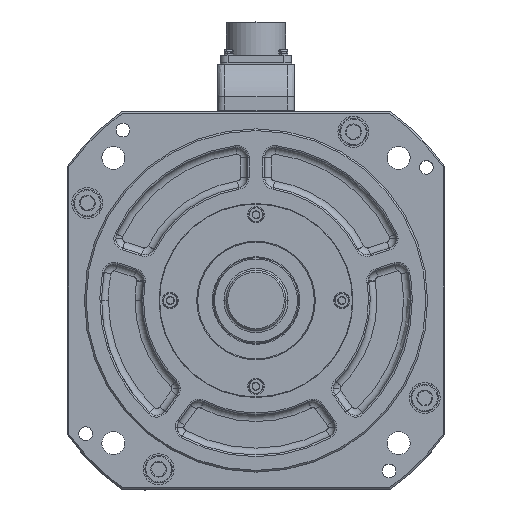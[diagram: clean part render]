
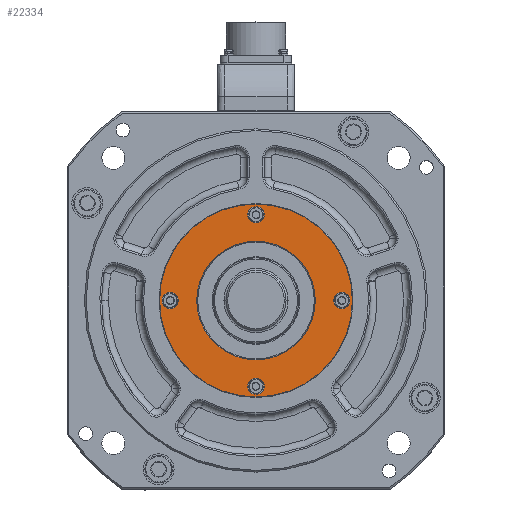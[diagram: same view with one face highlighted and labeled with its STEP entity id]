
A CAD part, top view. The second image highlights one B-rep face of the part: STEP entity #22334.
In plain terms, the highlighted planar face has unit normal (0, 0, 1).
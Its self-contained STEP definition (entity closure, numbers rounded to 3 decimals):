
#21891 = CIRCLE ( 'NONE', #21906, 4.75 ) ;
#21906 = AXIS2_PLACEMENT_3D ( 'NONE', #24445, #24422, #24449 ) ;
#22334 = ADVANCED_FACE ( 'NONE', ( #62307, #62301, #62302, #62288, #62284, #62304 ), #62290, .F. ) ;
#24422 = DIRECTION ( 'NONE',  ( 0., 0., 1. ) ) ;
#24445 = CARTESIAN_POINT ( 'NONE',  ( 0., -50., 24. ) ) ;
#24449 = DIRECTION ( 'NONE',  ( 1., 0., 0. ) ) ;
#45309 = DIRECTION ( 'NONE',  ( 0., 0., 1. ) ) ;
#45347 = CARTESIAN_POINT ( 'NONE',  ( 0., 0., 24. ) ) ;
#45349 = DIRECTION ( 'NONE',  ( 1., 0., 0. ) ) ;
#45371 = DIRECTION ( 'NONE',  ( 0., 0., 1. ) ) ;
#45373 = DIRECTION ( 'NONE',  ( 0., 0., 1. ) ) ;
#45387 = DIRECTION ( 'NONE',  ( 1., 0., 0. ) ) ;
#45389 = DIRECTION ( 'NONE',  ( 1., 0., 0. ) ) ;
#45398 = CARTESIAN_POINT ( 'NONE',  ( 0., 50., 24. ) ) ;
#45437 = CARTESIAN_POINT ( 'NONE',  ( 0., 0., 24. ) ) ;
#45533 = DIRECTION ( 'NONE',  ( 1., 0., 0. ) ) ;
#45569 = DIRECTION ( 'NONE',  ( 0., 0., 1. ) ) ;
#45587 = CARTESIAN_POINT ( 'NONE',  ( 0., 0., 24. ) ) ;
#45611 = CARTESIAN_POINT ( 'NONE',  ( -50., 0., 24. ) ) ;
#45668 = DIRECTION ( 'NONE',  ( 0., 0., 1. ) ) ;
#45704 = DIRECTION ( 'NONE',  ( 1., 0., 0. ) ) ;
#45732 = DIRECTION ( 'NONE',  ( 0., 0., 1. ) ) ;
#45741 = CARTESIAN_POINT ( 'NONE',  ( 0., 50., 24. ) ) ;
#45753 = DIRECTION ( 'NONE',  ( 0., 0., 1. ) ) ;
#45773 = CARTESIAN_POINT ( 'NONE',  ( -50., 0., 24. ) ) ;
#45789 = DIRECTION ( 'NONE',  ( 1., 0., 0. ) ) ;
#45801 = DIRECTION ( 'NONE',  ( 1., 0., 0. ) ) ;
#45855 = CARTESIAN_POINT ( 'NONE',  ( 50., 0., 24. ) ) ;
#45940 = DIRECTION ( 'NONE',  ( 0., 0., 1. ) ) ;
#45951 = DIRECTION ( 'NONE',  ( 1., 0., 0. ) ) ;
#46365 = CIRCLE ( 'NONE', #46382, 56.2 ) ;
#46382 = AXIS2_PLACEMENT_3D ( 'NONE', #45347, #45309, #45349 ) ;
#46501 = AXIS2_PLACEMENT_3D ( 'NONE', #45437, #45371, #45389 ) ;
#46521 = CIRCLE ( 'NONE', #46569, 4.75 ) ;
#46566 = AXIS2_PLACEMENT_3D ( 'NONE', #45587, #45569, #45533 ) ;
#46569 = AXIS2_PLACEMENT_3D ( 'NONE', #45398, #45373, #45387 ) ;
#46594 = CIRCLE ( 'NONE', #46566, 34.546 ) ;
#46610 = CIRCLE ( 'NONE', #46501, 34.546 ) ;
#46652 = CIRCLE ( 'NONE', #46682, 4.75 ) ;
#46660 = AXIS2_PLACEMENT_3D ( 'NONE', #45773, #45753, #45789 ) ;
#46682 = AXIS2_PLACEMENT_3D ( 'NONE', #45741, #45668, #45704 ) ;
#46699 = CIRCLE ( 'NONE', #46700, 4.75 ) ;
#46700 = AXIS2_PLACEMENT_3D ( 'NONE', #45855, #45940, #45951 ) ;
#46717 = CIRCLE ( 'NONE', #46660, 4.75 ) ;
#46783 = CIRCLE ( 'NONE', #46785, 56.2 ) ;
#46785 = AXIS2_PLACEMENT_3D ( 'NONE', #48728, #48717, #48721 ) ;
#46835 = AXIS2_PLACEMENT_3D ( 'NONE', #48715, #48714, #48736 ) ;
#46846 = AXIS2_PLACEMENT_3D ( 'NONE', #45611, #45732, #45801 ) ;
#46852 = CIRCLE ( 'NONE', #46863, 4.75 ) ;
#46863 = AXIS2_PLACEMENT_3D ( 'NONE', #48592, #48554, #48553 ) ;
#46887 = CIRCLE ( 'NONE', #46835, 4.75 ) ;
#46901 = CIRCLE ( 'NONE', #46846, 4.75 ) ;
#48553 = DIRECTION ( 'NONE',  ( 1., 0., 0. ) ) ;
#48554 = DIRECTION ( 'NONE',  ( 0., 0., 1. ) ) ;
#48592 = CARTESIAN_POINT ( 'NONE',  ( 50., 0., 24. ) ) ;
#48714 = DIRECTION ( 'NONE',  ( 0., 0., 1. ) ) ;
#48715 = CARTESIAN_POINT ( 'NONE',  ( 0., -50., 24. ) ) ;
#48717 = DIRECTION ( 'NONE',  ( 0., 0., 1. ) ) ;
#48721 = DIRECTION ( 'NONE',  ( 1., 0., 0. ) ) ;
#48728 = CARTESIAN_POINT ( 'NONE',  ( 0., 0., 24. ) ) ;
#48736 = DIRECTION ( 'NONE',  ( 1., 0., 0. ) ) ;
#50438 = AXIS2_PLACEMENT_3D ( 'NONE', #62293, #62308, #62277 ) ;
#62277 = DIRECTION ( 'NONE',  ( -1., 0., 0. ) ) ;
#62284 = FACE_BOUND ( 'NONE', #81076, .T. ) ;
#62288 = FACE_BOUND ( 'NONE', #81220, .T. ) ;
#62290 = PLANE ( 'NONE',  #50438 ) ;
#62293 = CARTESIAN_POINT ( 'NONE',  ( 0., 34.546, 24. ) ) ;
#62301 = FACE_BOUND ( 'NONE', #81139, .T. ) ;
#62302 = FACE_BOUND ( 'NONE', #81097, .T. ) ;
#62304 = FACE_OUTER_BOUND ( 'NONE', #81104, .T. ) ;
#62307 = FACE_BOUND ( 'NONE', #81134, .T. ) ;
#62308 = DIRECTION ( 'NONE',  ( 0., 0., -1. ) ) ;
#71840 = CARTESIAN_POINT ( 'NONE',  ( 45.25, 0., 24. ) ) ;
#71885 = CARTESIAN_POINT ( 'NONE',  ( 4.75, -50., 24. ) ) ;
#72032 = CARTESIAN_POINT ( 'NONE',  ( -4.75, -50., 24. ) ) ;
#72033 = CARTESIAN_POINT ( 'NONE',  ( -54.75, 0., 24. ) ) ;
#72069 = CARTESIAN_POINT ( 'NONE',  ( 56.2, 0., 24. ) ) ;
#72084 = CARTESIAN_POINT ( 'NONE',  ( -45.25, 0., 24. ) ) ;
#72103 = CARTESIAN_POINT ( 'NONE',  ( 54.75, 0., 24. ) ) ;
#72125 = CARTESIAN_POINT ( 'NONE',  ( 4.75, 50., 24. ) ) ;
#72135 = CARTESIAN_POINT ( 'NONE',  ( -4.75, 50., 24. ) ) ;
#72197 = CARTESIAN_POINT ( 'NONE',  ( -34.546, 0., 24. ) ) ;
#72202 = CARTESIAN_POINT ( 'NONE',  ( 34.546, 0., 24. ) ) ;
#72211 = CARTESIAN_POINT ( 'NONE',  ( -56.2, 0., 24. ) ) ;
#81076 = EDGE_LOOP ( 'NONE', ( #121112, #120949 ) ) ;
#81097 = EDGE_LOOP ( 'NONE', ( #121016, #121041 ) ) ;
#81104 = EDGE_LOOP ( 'NONE', ( #121044, #121005 ) ) ;
#81134 = EDGE_LOOP ( 'NONE', ( #121028, #121011 ) ) ;
#81139 = EDGE_LOOP ( 'NONE', ( #120987, #121047 ) ) ;
#81220 = EDGE_LOOP ( 'NONE', ( #120992, #121116 ) ) ;
#84201 = EDGE_CURVE ( 'NONE', #113852, #113828, #21891, .T. ) ;
#101389 = EDGE_CURVE ( 'NONE', #113878, #113910, #46365, .T. ) ;
#101411 = EDGE_CURVE ( 'NONE', #113944, #113932, #46610, .T. ) ;
#101419 = EDGE_CURVE ( 'NONE', #113934, #113947, #46521, .T. ) ;
#101460 = EDGE_CURVE ( 'NONE', #113932, #113944, #46594, .T. ) ;
#101505 = EDGE_CURVE ( 'NONE', #113947, #113934, #46652, .T. ) ;
#101545 = EDGE_CURVE ( 'NONE', #113902, #113862, #46717, .T. ) ;
#101558 = EDGE_CURVE ( 'NONE', #113854, #113837, #46699, .T. ) ;
#101579 = EDGE_CURVE ( 'NONE', #113862, #113902, #46901, .T. ) ;
#101586 = EDGE_CURVE ( 'NONE', #113837, #113854, #46852, .T. ) ;
#101635 = EDGE_CURVE ( 'NONE', #113828, #113852, #46887, .T. ) ;
#101642 = EDGE_CURVE ( 'NONE', #113910, #113878, #46783, .T. ) ;
#113828 = VERTEX_POINT ( 'NONE', #71885 ) ;
#113837 = VERTEX_POINT ( 'NONE', #71840 ) ;
#113852 = VERTEX_POINT ( 'NONE', #72032 ) ;
#113854 = VERTEX_POINT ( 'NONE', #72103 ) ;
#113862 = VERTEX_POINT ( 'NONE', #72033 ) ;
#113878 = VERTEX_POINT ( 'NONE', #72069 ) ;
#113902 = VERTEX_POINT ( 'NONE', #72084 ) ;
#113910 = VERTEX_POINT ( 'NONE', #72211 ) ;
#113932 = VERTEX_POINT ( 'NONE', #72197 ) ;
#113934 = VERTEX_POINT ( 'NONE', #72125 ) ;
#113944 = VERTEX_POINT ( 'NONE', #72202 ) ;
#113947 = VERTEX_POINT ( 'NONE', #72135 ) ;
#120949 = ORIENTED_EDGE ( 'NONE', *, *, #101460, .F. ) ;
#120987 = ORIENTED_EDGE ( 'NONE', *, *, #101558, .F. ) ;
#120992 = ORIENTED_EDGE ( 'NONE', *, *, #101419, .F. ) ;
#121005 = ORIENTED_EDGE ( 'NONE', *, *, #101389, .T. ) ;
#121011 = ORIENTED_EDGE ( 'NONE', *, *, #84201, .F. ) ;
#121016 = ORIENTED_EDGE ( 'NONE', *, *, #101545, .F. ) ;
#121028 = ORIENTED_EDGE ( 'NONE', *, *, #101635, .F. ) ;
#121041 = ORIENTED_EDGE ( 'NONE', *, *, #101579, .F. ) ;
#121044 = ORIENTED_EDGE ( 'NONE', *, *, #101642, .T. ) ;
#121047 = ORIENTED_EDGE ( 'NONE', *, *, #101586, .F. ) ;
#121112 = ORIENTED_EDGE ( 'NONE', *, *, #101411, .F. ) ;
#121116 = ORIENTED_EDGE ( 'NONE', *, *, #101505, .F. ) ;
